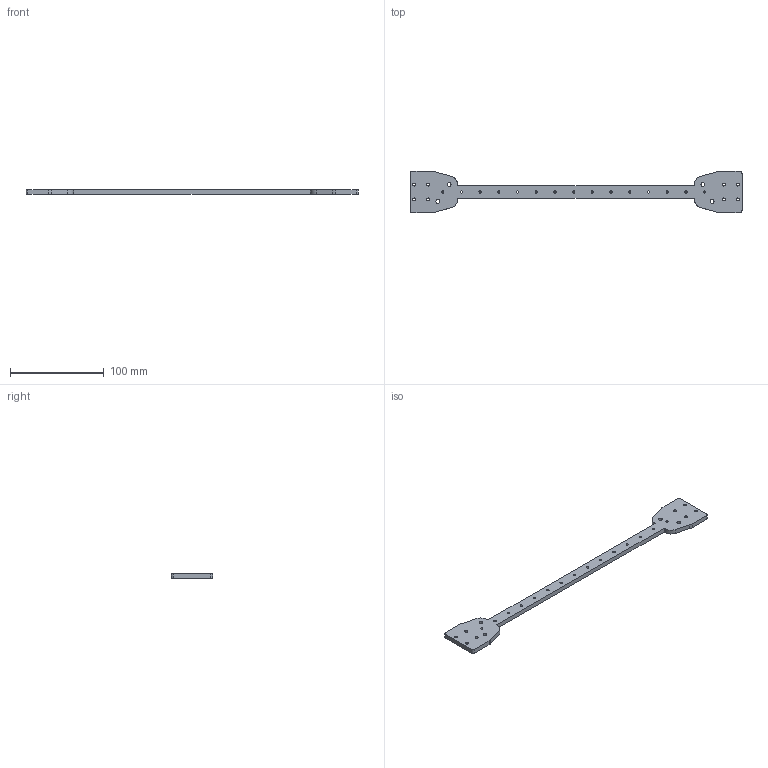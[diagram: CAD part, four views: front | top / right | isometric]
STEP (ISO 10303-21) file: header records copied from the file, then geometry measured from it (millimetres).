
FILE_DESCRIPTION(('CATIA V5 STEP Exchange'),'2;1');
FILE_NAME('D010.stp','2023-04-12T00:40:56+00:00',('none'),('none'),'CATIA Version 5-6 Release 2018','CATIA V5 STEP AP203','none');
FILE_SCHEMA(('CONFIG_CONTROL_DESIGN'));
Length unit declared in the file: millimetre
Products named in the file (1): X axis Base Support 
Bounding box: 355 x 43.9 x 5 mm (x, y, z)
Volume: 35804.5 mm3; surface area: 19681.1 mm2
Topology: 1 solids, 1 shells, 100 faces, 294 edges, 196 vertices
Faces by surface type: bspline 52, cylinder 38, plane 10
Entity records: 3996 total; most frequent: CARTESIAN_POINT 1801, ORIENTED_EDGE 588, EDGE_CURVE 294, DIRECTION 209, VERTEX_POINT 196, EDGE_LOOP 154, AXIS2_PLACEMENT_3D 104, ADVANCED_FACE 100
